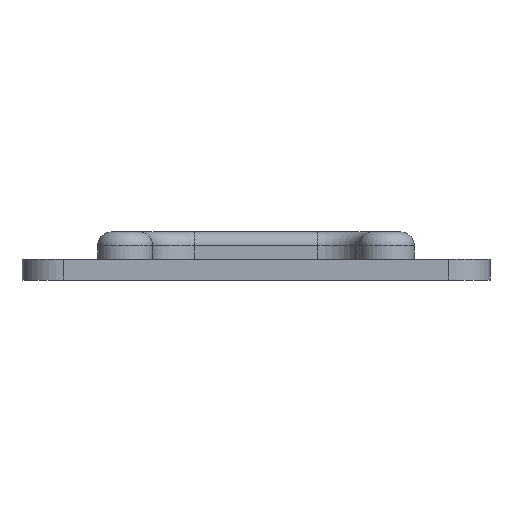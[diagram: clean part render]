
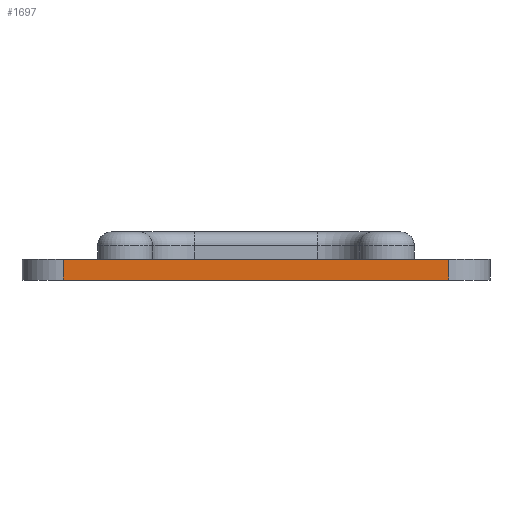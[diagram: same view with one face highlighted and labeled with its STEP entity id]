
A CAD part, front view. The second image highlights one B-rep face of the part: STEP entity #1697.
In plain terms, the highlighted planar face has unit normal (0, -1, 0).
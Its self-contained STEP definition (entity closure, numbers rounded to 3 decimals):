
#9 = VECTOR ( 'NONE', #2055, 1000. ) ;
#32 = DIRECTION ( 'NONE',  ( -1., 0., 0. ) ) ;
#36 = ORIENTED_EDGE ( 'NONE', *, *, #2258, .T. ) ;
#99 = VECTOR ( 'NONE', #3269, 1000. ) ;
#158 = LINE ( 'NONE', #1715, #1047 ) ;
#656 = DIRECTION ( 'NONE',  ( 0., 0., 1. ) ) ;
#813 = EDGE_LOOP ( 'NONE', ( #1190, #970, #3071, #36 ) ) ;
#900 = CARTESIAN_POINT ( 'NONE',  ( -14., -17., 1.5 ) ) ;
#914 = LINE ( 'NONE', #900, #9 ) ;
#970 = ORIENTED_EDGE ( 'NONE', *, *, #1627, .T. ) ;
#1047 = VECTOR ( 'NONE', #656, 1000. ) ;
#1190 = ORIENTED_EDGE ( 'NONE', *, *, #1356, .T. ) ;
#1238 = VECTOR ( 'NONE', #1286, 1000. ) ;
#1286 = DIRECTION ( 'NONE',  ( 1., 0., 0. ) ) ;
#1356 = EDGE_CURVE ( 'NONE', #2797, #1707, #2393, .T. ) ;
#1371 = CARTESIAN_POINT ( 'NONE',  ( 14., -17., 0. ) ) ;
#1536 = CARTESIAN_POINT ( 'NONE',  ( 17., -17., 1.5 ) ) ;
#1627 = EDGE_CURVE ( 'NONE', #1707, #2317, #158, .T. ) ;
#1697 = ADVANCED_FACE ( 'NONE', ( #3249 ), #2982, .F. ) ;
#1707 = VERTEX_POINT ( 'NONE', #1371 ) ;
#1715 = CARTESIAN_POINT ( 'NONE',  ( 14., -17., 1.5 ) ) ;
#1771 = VERTEX_POINT ( 'NONE', #2511 ) ;
#1872 = LINE ( 'NONE', #1536, #1238 ) ;
#2055 = DIRECTION ( 'NONE',  ( 0., 0., -1. ) ) ;
#2107 = CARTESIAN_POINT ( 'NONE',  ( 17., -17., 0. ) ) ;
#2258 = EDGE_CURVE ( 'NONE', #1771, #2797, #914, .T. ) ;
#2317 = VERTEX_POINT ( 'NONE', #2879 ) ;
#2393 = LINE ( 'NONE', #2107, #99 ) ;
#2447 = DIRECTION ( 'NONE',  ( 0., 1., 0. ) ) ;
#2511 = CARTESIAN_POINT ( 'NONE',  ( -14., -17., 1.5 ) ) ;
#2568 = AXIS2_PLACEMENT_3D ( 'NONE', #3508, #2447, #32 ) ;
#2779 = CARTESIAN_POINT ( 'NONE',  ( -14., -17., 0. ) ) ;
#2797 = VERTEX_POINT ( 'NONE', #2779 ) ;
#2879 = CARTESIAN_POINT ( 'NONE',  ( 14., -17., 1.5 ) ) ;
#2982 = PLANE ( 'NONE',  #2568 ) ;
#3071 = ORIENTED_EDGE ( 'NONE', *, *, #3167, .F. ) ;
#3167 = EDGE_CURVE ( 'NONE', #1771, #2317, #1872, .T. ) ;
#3249 = FACE_OUTER_BOUND ( 'NONE', #813, .T. ) ;
#3269 = DIRECTION ( 'NONE',  ( 1., 0., 0. ) ) ;
#3508 = CARTESIAN_POINT ( 'NONE',  ( 17., -17., 1.5 ) ) ;
